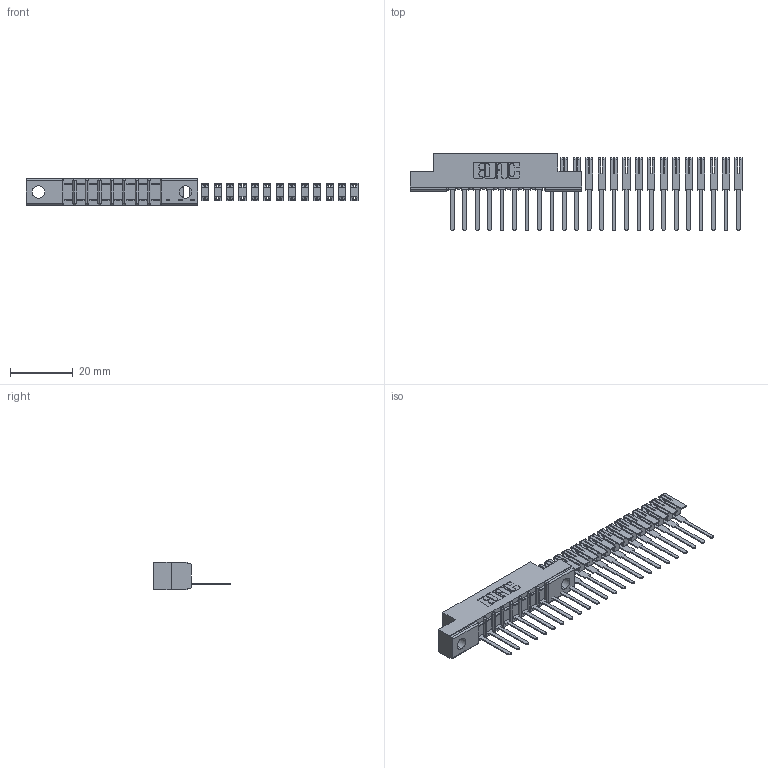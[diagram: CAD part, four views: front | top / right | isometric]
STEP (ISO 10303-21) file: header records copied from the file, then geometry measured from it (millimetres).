
FILE_DESCRIPTION (( 'STEP AP203' ), '1' );
FILE_NAME ('357-024-541-104.STEP', '2018-08-09T00:34:13', ( '' ), ( '' ), 'SwSTEP 2.0', 'SolidWorks 2016', '' );
FILE_SCHEMA (( 'CONFIG_CONTROL_DESIGN' ));
Length unit declared in the file: inch
Products named in the file (3): 357-024-541-104; 307 Part_.156 Dia Mounting Holes; 307-290-002_541
Assembly tree (25 placements, depth 2):
  357-024-541-104
    307 Part_.156 Dia Mounting Holes
    307-290-002_541  x24
Bounding box: 105.75 x 24.59 x 8.71 mm (x, y, z)
Volume: 4029.4 mm3; surface area: 9548.3 mm2
Topology: 25 solids, 25 shells, 1597 faces, 4903 edges, 3242 vertices
Faces by surface type: plane 972, cylinder 607, sphere 18
Entity records: 12698 total; most frequent: CARTESIAN_POINT 2070, ORIENTED_EDGE 2042, DIRECTION 2035, EDGE_CURVE 1021, VECTOR 773, LINE 773, VERTEX_POINT 666, AXIS2_PLACEMENT_3D 631
